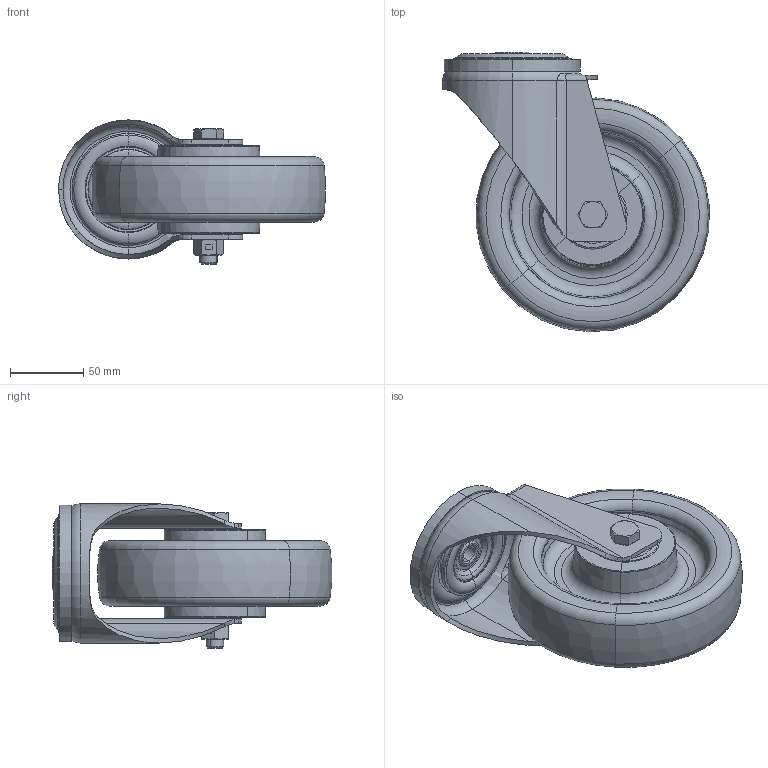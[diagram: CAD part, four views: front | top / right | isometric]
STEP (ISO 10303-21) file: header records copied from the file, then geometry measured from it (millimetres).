
FILE_DESCRIPTION (( 'STEP AP214' ), '1' );
FILE_NAME ('0055944.step', '2023-06-12T10:21:27', ( '' ), ( '' ), 'SwSTEP 2.0', 'SolidWorks 2020', '' );
FILE_SCHEMA (( 'AUTOMOTIVE_DESIGN' ));
Length unit declared in the file: millimetre
Products named in the file (1): 0055944
Bounding box: 182.15 x 190.82 x 98.5 mm (x, y, z)
Volume: 822508.3 mm3; surface area: 261498.5 mm2
Topology: 28 solids, 29 shells, 622 faces, 1402 edges, 831 vertices
Faces by surface type: torus 164, plane 149, cylinder 136, cone 95, bspline 54, sphere 24
Entity records: 28758 total; most frequent: CARTESIAN_POINT 7820, DIRECTION 3167, ORIENTED_EDGE 2708, AXIS2_PLACEMENT_3D 1394, EDGE_CURVE 1354, CIRCLE 825, VERTEX_POINT 807, EDGE_LOOP 683
